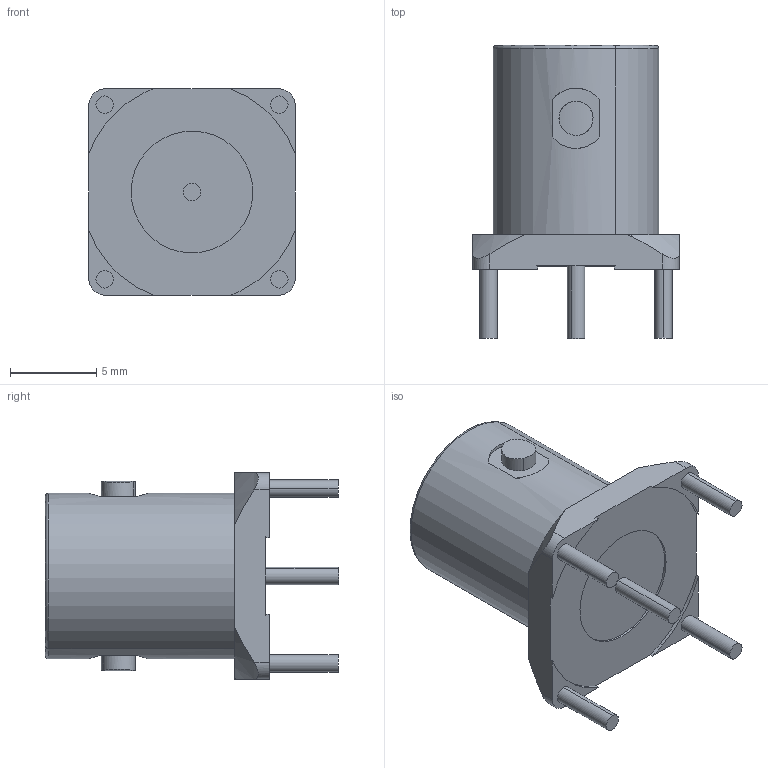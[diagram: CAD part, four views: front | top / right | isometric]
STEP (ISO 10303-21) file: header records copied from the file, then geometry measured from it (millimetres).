
FILE_DESCRIPTION(('CATIA V5 STEP'),'2;1');
FILE_NAME('82_BNC-50-0-1.stp','2006-04-04T15:45:40+00:00',('none'),('none'),'CATIA Version 5 Release 14 (IN-10)','CATIA V5 STEP AP214','none');
FILE_SCHEMA(('AUTOMOTIVE_DESIGN { 1 0 10303 214 1 1 1 1 }'));
Length unit declared in the file: millimetre
Products named in the file (1): PAR-00084971
Bounding box: 12 x 17.04 x 12 mm (x, y, z)
Volume: 696.2 mm3; surface area: 1142.2 mm2
Topology: 1 solids, 1 shells, 108 faces, 256 edges, 168 vertices
Faces by surface type: cylinder 54, plane 34, cone 12, torus 8
Entity records: 2925 total; most frequent: CARTESIAN_POINT 682, ORIENTED_EDGE 512, DIRECTION 331, EDGE_CURVE 256, AXIS2_PLACEMENT_3D 169, VERTEX_POINT 168, EDGE_LOOP 126, CIRCLE 113
